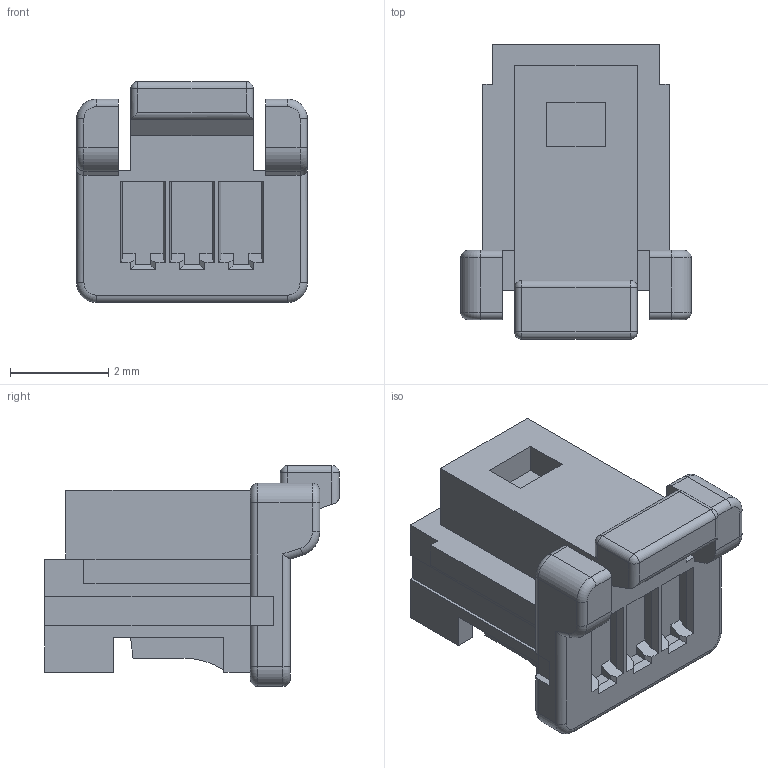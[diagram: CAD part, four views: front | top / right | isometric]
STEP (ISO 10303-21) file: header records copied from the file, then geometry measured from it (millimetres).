
FILE_DESCRIPTION(('STEP AP242'),'1');
FILE_NAME('5019390300.stp','2025-02-24T16:49:12',('TraceParts'),('TraceParts S.A.'),'Spatial InterOp 3D',' ',' ');
FILE_SCHEMA(('AP242_MANAGED_MODEL_BASED_3D_ENGINEERING_MIM_LF {1 0 10303 442 1 1 4}'));
Length unit declared in the file: millimetre
Products named in the file (1): 5019390300
Bounding box: 4.7 x 6 x 4.5 mm (x, y, z)
Volume: 57.7 mm3; surface area: 142.5 mm2
Topology: 1 solids, 1 shells, 192 faces, 507 edges, 320 vertices
Faces by surface type: plane 144, cylinder 34, torus 10, sphere 4
Entity records: 5820 total; most frequent: CARTESIAN_POINT 1016, ORIENTED_EDGE 1006, DIRECTION 965, EDGE_CURVE 503, LINE 427, VECTOR 427, VERTEX_POINT 320, AXIS2_PLACEMENT_3D 269
